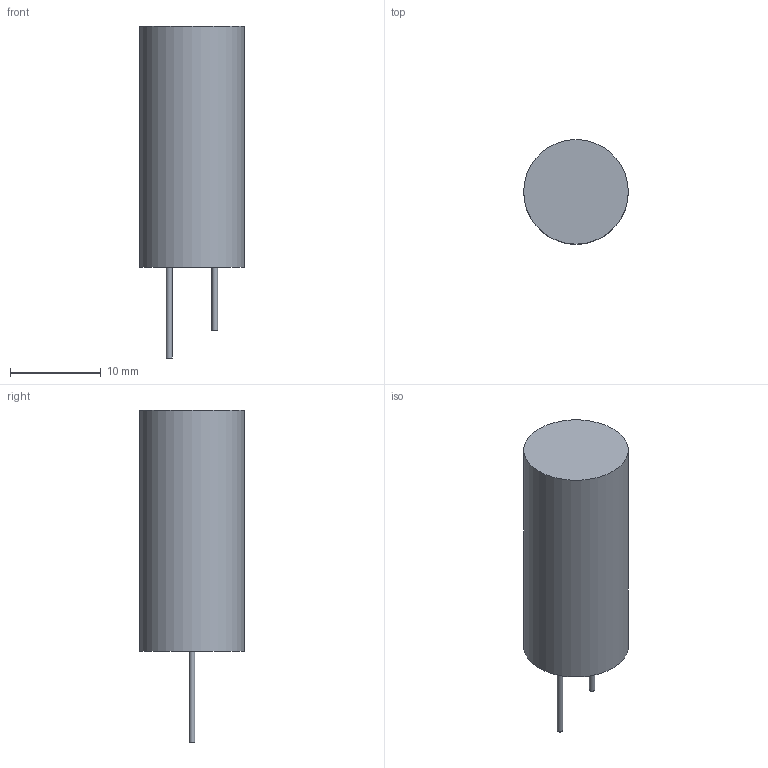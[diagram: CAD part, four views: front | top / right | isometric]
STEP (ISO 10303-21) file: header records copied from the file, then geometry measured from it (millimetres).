
FILE_DESCRIPTION(('3D model data'),'2;1') ;
FILE_NAME('850617021004.step','2024-01-01T00:00:00',(''),(''),'EsoCore Library','Unspecified','') ;
FILE_SCHEMA(('AUTOMOTIVE_DESIGN')) ;
Length unit declared in the file: millimetre
Products named in the file (4): ASSEMBLY; SimpleBody; Pin1; Pin2
Assembly tree (3 placements, depth 2):
  ASSEMBLY
    SimpleBody
    Pin1
    Pin2
Bounding box: 11.5 x 11.5 x 36.5 mm (x, y, z)
Volume: 2757.7 mm3; surface area: 1199.5 mm2
Topology: 3 solids, 3 shells, 9 faces, 9 edges, 6 vertices
Faces by surface type: plane 6, cylinder 3
Full cylindrical faces by diameter (mm): 0.62 x2, 11.5 x1
Entity records: 249 total; most frequent: DIRECTION 41, CARTESIAN_POINT 28, AXIS2_PLACEMENT_3D 19, ORIENTED_EDGE 18, ADVANCED_FACE 9, FACE_BOUND 9, EDGE_LOOP 9, EDGE_CURVE 9
